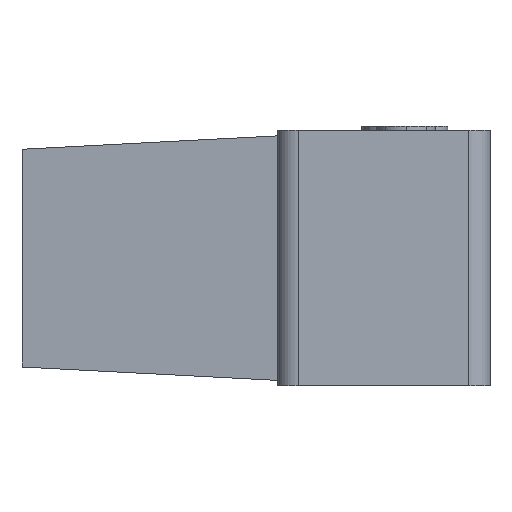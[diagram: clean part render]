
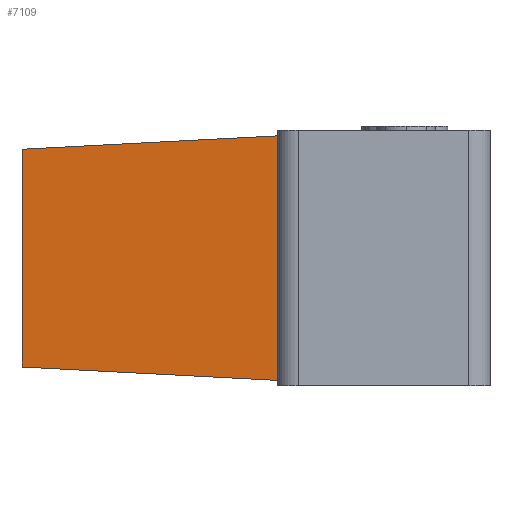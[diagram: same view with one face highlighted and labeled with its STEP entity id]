
A CAD part, left-side view. The second image highlights one B-rep face of the part: STEP entity #7109.
In plain terms, the highlighted planar face has unit normal (-0.999, 0.052, 0).
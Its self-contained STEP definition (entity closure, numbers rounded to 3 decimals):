
#52 = ORIENTED_EDGE ( 'NONE', *, *, #10606, .F. ) ;
#873 = VECTOR ( 'NONE', #4001, 1000. ) ;
#1123 = DIRECTION ( 'NONE',  ( -0.052, -0.997, -0.052 ) ) ;
#1494 = CARTESIAN_POINT ( 'NONE',  ( -0.55, 0.2, 0.01 ) ) ;
#1878 = VECTOR ( 'NONE', #6647, 1000. ) ;
#1994 = LINE ( 'NONE', #5583, #11674 ) ;
#2134 = CARTESIAN_POINT ( 'NONE',  ( -0.55, 0.2, 0.01 ) ) ;
#2234 = EDGE_LOOP ( 'NONE', ( #7165, #52, #5679, #7843 ) ) ;
#3012 = CARTESIAN_POINT ( 'NONE',  ( -0.55, 0.2, 0.59 ) ) ;
#3360 = CARTESIAN_POINT ( 'NONE',  ( -0.516, 0.85, 0.556 ) ) ;
#4001 = DIRECTION ( 'NONE',  ( -0.052, -0.997, 0.052 ) ) ;
#4440 = AXIS2_PLACEMENT_3D ( 'NONE', #1494, #9592, #12881 ) ;
#4739 = CARTESIAN_POINT ( 'NONE',  ( -0.516, 0.85, 0.044 ) ) ;
#5583 = CARTESIAN_POINT ( 'NONE',  ( -0.516, 0.85, 0. ) ) ;
#5679 = ORIENTED_EDGE ( 'NONE', *, *, #12922, .F. ) ;
#5986 = LINE ( 'NONE', #10632, #873 ) ;
#6647 = DIRECTION ( 'NONE',  ( 0., 0., 1. ) ) ;
#6655 = VECTOR ( 'NONE', #1123, 1000. ) ;
#7084 = VERTEX_POINT ( 'NONE', #3360 ) ;
#7109 = ADVANCED_FACE ( 'NONE', ( #8972 ), #15098, .T. ) ;
#7165 = ORIENTED_EDGE ( 'NONE', *, *, #10697, .T. ) ;
#7843 = ORIENTED_EDGE ( 'NONE', *, *, #8486, .T. ) ;
#8486 = EDGE_CURVE ( 'NONE', #8819, #9257, #9300, .T. ) ;
#8819 = VERTEX_POINT ( 'NONE', #4739 ) ;
#8851 = LINE ( 'NONE', #2134, #1878 ) ;
#8972 = FACE_OUTER_BOUND ( 'NONE', #2234, .T. ) ;
#9257 = VERTEX_POINT ( 'NONE', #14701 ) ;
#9300 = LINE ( 'NONE', #10152, #6655 ) ;
#9592 = DIRECTION ( 'NONE',  ( -0.999, 0.052, 0. ) ) ;
#10152 = CARTESIAN_POINT ( 'NONE',  ( -0.55, 0.2, 0.01 ) ) ;
#10606 = EDGE_CURVE ( 'NONE', #7084, #13005, #5986, .T. ) ;
#10632 = CARTESIAN_POINT ( 'NONE',  ( -0.547, 0.257, 0.587 ) ) ;
#10697 = EDGE_CURVE ( 'NONE', #9257, #13005, #8851, .T. ) ;
#11316 = DIRECTION ( 'NONE',  ( 0., 0., 1. ) ) ;
#11674 = VECTOR ( 'NONE', #11316, 1000. ) ;
#12881 = DIRECTION ( 'NONE',  ( -0.052, -0.999, 0. ) ) ;
#12922 = EDGE_CURVE ( 'NONE', #8819, #7084, #1994, .T. ) ;
#13005 = VERTEX_POINT ( 'NONE', #3012 ) ;
#14701 = CARTESIAN_POINT ( 'NONE',  ( -0.55, 0.2, 0.01 ) ) ;
#15098 = PLANE ( 'NONE',  #4440 ) ;
